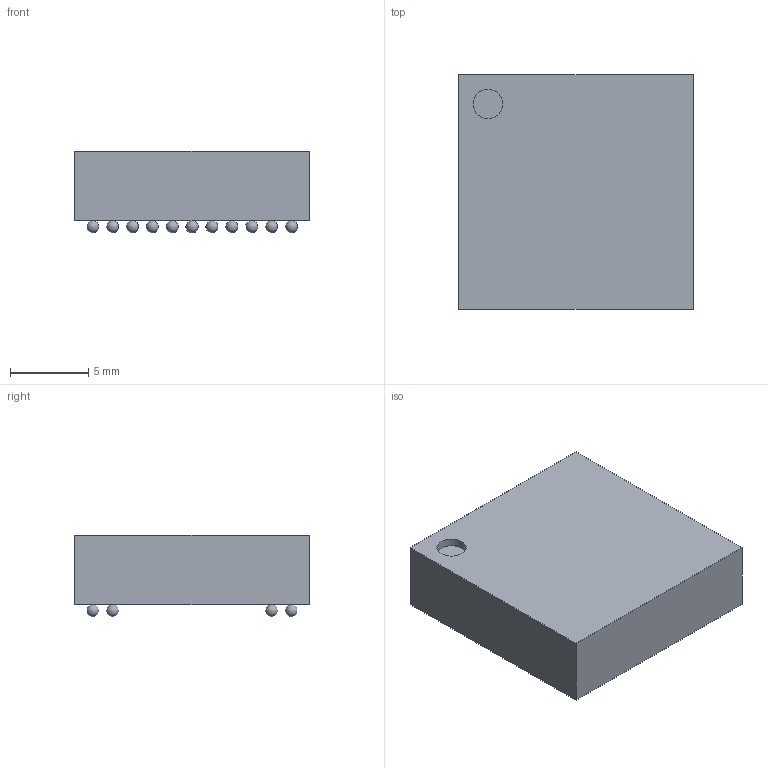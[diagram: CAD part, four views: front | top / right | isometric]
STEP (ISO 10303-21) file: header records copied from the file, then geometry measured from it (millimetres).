
FILE_DESCRIPTION(('FreeCAD Model'),'2;1');
FILE_NAME('675837.3.1.stp','2022-06-01T07:24:33',( 'Author'),(''),'Open CASCADE STEP processor 6.9','FreeCAD','Unknown' );
FILE_SCHEMA(('AUTOMOTIVE_DESIGN { 1 0 10303 214 1 1 1 1 }'));
Length unit declared in the file: millimetre
Products named in the file (46): ASSEMBLY; A1; A2; A3; A4; A5; A6; A7; A8; A9; A10; A11; B1; B2; B3; B4; B5; B6; B7; B8; B9; B10; B11; K1; K2; K3; K4; K5; K6; K7; K8; K9; K10; K11; L1; L2; L3; L4; L5; L6 ...
Assembly tree (45 placements, depth 2):
  ASSEMBLY
    A1
    A2
    A3
    A4
    A5
    A6
    A7
    A8
    A9
    A10
    A11
    B1
    B2
    B3
    B4
    B5
    B6
    B7
    B8
    B9
    B10
    B11
    K1
    K2
    K3
    K4
    K5
    K6
    K7
    K8
    K9
    K10
    K11
    L1
    L2
    L3
    L4
    L5
    L6
    L7
    L8
    L9
    L10
    L11
    Body
Bounding box: 15 x 15 x 5.22 mm (x, y, z)
Volume: 1008.5 mm3; surface area: 803.6 mm2
Topology: 45 solids, 45 shells, 52 faces, 147 edges, 98 vertices
Faces by surface type: sphere 44, plane 7, cylinder 1
Full cylindrical faces by diameter (mm): 1.875 x1
Entity records: 2196 total; most frequent: DIRECTION 243, CARTESIAN_POINT 197, AXIS2_PLACEMENT_3D 100, PRODUCT_DEFINITION_SHAPE 91, VERTEX_POINT 54, FACE_BOUND 53, ADVANCED_FACE 52, SHAPE_DEFINITION_REPRESENTATION 46
